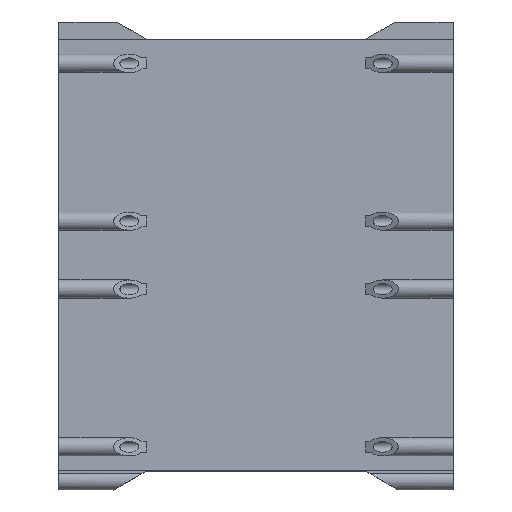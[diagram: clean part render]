
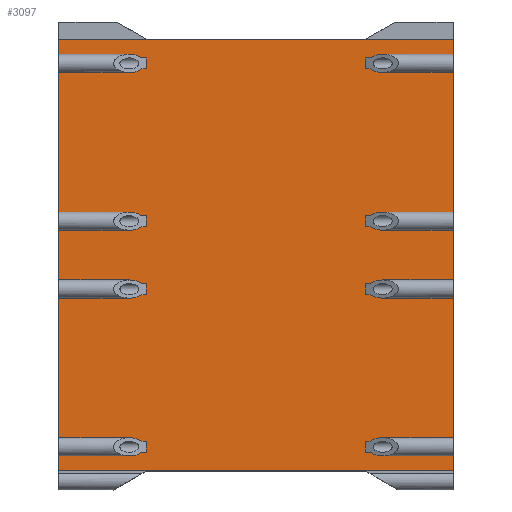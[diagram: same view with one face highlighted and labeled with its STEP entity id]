
A CAD part, top view. The second image highlights one B-rep face of the part: STEP entity #3097.
In plain terms, the highlighted planar face has unit normal (0, 0, 1).
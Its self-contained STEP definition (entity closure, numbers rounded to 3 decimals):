
#171=FACE_OUTER_BOUND('',#342,.T.);
#342=EDGE_LOOP('',(#2249,#2250,#2251,#2252,#2253,#2254,#2255,#2256,#2257,
#2258,#2259,#2260,#2261,#2262,#2263,#2264,#2265,#2266,#2267,#2268,#2269,
#2270,#2271,#2272,#2273,#2274,#2275,#2276,#2277,#2278,#2279,#2280,#2281,
#2282,#2283,#2284));
#581=LINE('',#4513,#942);
#622=LINE('',#4607,#983);
#625=LINE('',#4620,#986);
#628=LINE('',#4633,#989);
#631=LINE('',#4646,#992);
#635=LINE('',#4662,#996);
#638=LINE('',#4675,#999);
#641=LINE('',#4688,#1002);
#644=LINE('',#4701,#1005);
#645=LINE('',#4708,#1006);
#646=LINE('',#4709,#1007);
#647=LINE('',#4711,#1008);
#648=LINE('',#4712,#1009);
#649=LINE('',#4714,#1010);
#650=LINE('',#4716,#1011);
#651=LINE('',#4717,#1012);
#652=LINE('',#4719,#1013);
#653=LINE('',#4721,#1014);
#654=LINE('',#4722,#1015);
#655=LINE('',#4724,#1016);
#656=LINE('',#4726,#1017);
#657=LINE('',#4727,#1018);
#658=LINE('',#4729,#1019);
#659=LINE('',#4731,#1020);
#660=LINE('',#4733,#1021);
#661=LINE('',#4735,#1022);
#662=LINE('',#4736,#1023);
#663=LINE('',#4738,#1024);
#664=LINE('',#4740,#1025);
#665=LINE('',#4741,#1026);
#666=LINE('',#4743,#1027);
#667=LINE('',#4745,#1028);
#668=LINE('',#4746,#1029);
#669=LINE('',#4748,#1030);
#670=LINE('',#4750,#1031);
#671=LINE('',#4751,#1032);
#942=VECTOR('',#3611,10.);
#983=VECTOR('',#3710,10.);
#986=VECTOR('',#3721,10.);
#989=VECTOR('',#3732,10.);
#992=VECTOR('',#3743,10.);
#996=VECTOR('',#3757,10.);
#999=VECTOR('',#3768,10.);
#1002=VECTOR('',#3779,10.);
#1005=VECTOR('',#3790,10.);
#1006=VECTOR('',#3797,10.);
#1007=VECTOR('',#3798,10.);
#1008=VECTOR('',#3799,10.);
#1009=VECTOR('',#3800,10.);
#1010=VECTOR('',#3801,10.);
#1011=VECTOR('',#3802,10.);
#1012=VECTOR('',#3803,10.);
#1013=VECTOR('',#3804,10.);
#1014=VECTOR('',#3805,10.);
#1015=VECTOR('',#3806,10.);
#1016=VECTOR('',#3807,10.);
#1017=VECTOR('',#3808,10.);
#1018=VECTOR('',#3809,10.);
#1019=VECTOR('',#3810,10.);
#1020=VECTOR('',#3811,10.);
#1021=VECTOR('',#3812,10.);
#1022=VECTOR('',#3813,10.);
#1023=VECTOR('',#3814,10.);
#1024=VECTOR('',#3815,10.);
#1025=VECTOR('',#3816,10.);
#1026=VECTOR('',#3817,10.);
#1027=VECTOR('',#3818,10.);
#1028=VECTOR('',#3819,10.);
#1029=VECTOR('',#3820,10.);
#1030=VECTOR('',#3821,10.);
#1031=VECTOR('',#3822,10.);
#1032=VECTOR('',#3823,10.);
#1308=VERTEX_POINT('',#4510);
#1309=VERTEX_POINT('',#4512);
#1331=VERTEX_POINT('',#4603);
#1333=VERTEX_POINT('',#4606);
#1337=VERTEX_POINT('',#4616);
#1339=VERTEX_POINT('',#4619);
#1343=VERTEX_POINT('',#4629);
#1345=VERTEX_POINT('',#4632);
#1349=VERTEX_POINT('',#4642);
#1351=VERTEX_POINT('',#4645);
#1356=VERTEX_POINT('',#4656);
#1358=VERTEX_POINT('',#4660);
#1362=VERTEX_POINT('',#4669);
#1364=VERTEX_POINT('',#4673);
#1368=VERTEX_POINT('',#4682);
#1370=VERTEX_POINT('',#4686);
#1374=VERTEX_POINT('',#4695);
#1376=VERTEX_POINT('',#4699);
#1379=VERTEX_POINT('',#4707);
#1380=VERTEX_POINT('',#4710);
#1381=VERTEX_POINT('',#4713);
#1382=VERTEX_POINT('',#4715);
#1383=VERTEX_POINT('',#4718);
#1384=VERTEX_POINT('',#4720);
#1385=VERTEX_POINT('',#4723);
#1386=VERTEX_POINT('',#4725);
#1387=VERTEX_POINT('',#4728);
#1388=VERTEX_POINT('',#4730);
#1389=VERTEX_POINT('',#4732);
#1390=VERTEX_POINT('',#4734);
#1391=VERTEX_POINT('',#4737);
#1392=VERTEX_POINT('',#4739);
#1393=VERTEX_POINT('',#4742);
#1394=VERTEX_POINT('',#4744);
#1395=VERTEX_POINT('',#4747);
#1396=VERTEX_POINT('',#4749);
#1626=EDGE_CURVE('',#1308,#1309,#581,.T.);
#1673=EDGE_CURVE('',#1333,#1331,#622,.T.);
#1679=EDGE_CURVE('',#1339,#1337,#625,.T.);
#1685=EDGE_CURVE('',#1345,#1343,#628,.T.);
#1691=EDGE_CURVE('',#1351,#1349,#631,.T.);
#1699=EDGE_CURVE('',#1358,#1356,#635,.T.);
#1705=EDGE_CURVE('',#1364,#1362,#638,.T.);
#1711=EDGE_CURVE('',#1370,#1368,#641,.T.);
#1717=EDGE_CURVE('',#1376,#1374,#644,.T.);
#1720=EDGE_CURVE('',#1349,#1379,#645,.T.);
#1721=EDGE_CURVE('',#1309,#1379,#646,.T.);
#1722=EDGE_CURVE('',#1380,#1308,#647,.T.);
#1723=EDGE_CURVE('',#1380,#1374,#648,.T.);
#1724=EDGE_CURVE('',#1381,#1376,#649,.T.);
#1725=EDGE_CURVE('',#1382,#1381,#650,.T.);
#1726=EDGE_CURVE('',#1382,#1368,#651,.T.);
#1727=EDGE_CURVE('',#1383,#1370,#652,.T.);
#1728=EDGE_CURVE('',#1384,#1383,#653,.T.);
#1729=EDGE_CURVE('',#1384,#1362,#654,.T.);
#1730=EDGE_CURVE('',#1385,#1364,#655,.T.);
#1731=EDGE_CURVE('',#1386,#1385,#656,.T.);
#1732=EDGE_CURVE('',#1386,#1356,#657,.T.);
#1733=EDGE_CURVE('',#1387,#1358,#658,.T.);
#1734=EDGE_CURVE('',#1388,#1387,#659,.T.);
#1735=EDGE_CURVE('',#1388,#1389,#660,.T.);
#1736=EDGE_CURVE('',#1390,#1389,#661,.T.);
#1737=EDGE_CURVE('',#1333,#1390,#662,.T.);
#1738=EDGE_CURVE('',#1331,#1391,#663,.T.);
#1739=EDGE_CURVE('',#1392,#1391,#664,.T.);
#1740=EDGE_CURVE('',#1339,#1392,#665,.T.);
#1741=EDGE_CURVE('',#1337,#1393,#666,.T.);
#1742=EDGE_CURVE('',#1394,#1393,#667,.T.);
#1743=EDGE_CURVE('',#1345,#1394,#668,.T.);
#1744=EDGE_CURVE('',#1343,#1395,#669,.T.);
#1745=EDGE_CURVE('',#1396,#1395,#670,.T.);
#1746=EDGE_CURVE('',#1351,#1396,#671,.T.);
#2249=ORIENTED_EDGE('',*,*,#1720,.T.);
#2250=ORIENTED_EDGE('',*,*,#1721,.F.);
#2251=ORIENTED_EDGE('',*,*,#1626,.F.);
#2252=ORIENTED_EDGE('',*,*,#1722,.F.);
#2253=ORIENTED_EDGE('',*,*,#1723,.T.);
#2254=ORIENTED_EDGE('',*,*,#1717,.F.);
#2255=ORIENTED_EDGE('',*,*,#1724,.F.);
#2256=ORIENTED_EDGE('',*,*,#1725,.F.);
#2257=ORIENTED_EDGE('',*,*,#1726,.T.);
#2258=ORIENTED_EDGE('',*,*,#1711,.F.);
#2259=ORIENTED_EDGE('',*,*,#1727,.F.);
#2260=ORIENTED_EDGE('',*,*,#1728,.F.);
#2261=ORIENTED_EDGE('',*,*,#1729,.T.);
#2262=ORIENTED_EDGE('',*,*,#1705,.F.);
#2263=ORIENTED_EDGE('',*,*,#1730,.F.);
#2264=ORIENTED_EDGE('',*,*,#1731,.F.);
#2265=ORIENTED_EDGE('',*,*,#1732,.T.);
#2266=ORIENTED_EDGE('',*,*,#1699,.F.);
#2267=ORIENTED_EDGE('',*,*,#1733,.F.);
#2268=ORIENTED_EDGE('',*,*,#1734,.F.);
#2269=ORIENTED_EDGE('',*,*,#1735,.T.);
#2270=ORIENTED_EDGE('',*,*,#1736,.F.);
#2271=ORIENTED_EDGE('',*,*,#1737,.F.);
#2272=ORIENTED_EDGE('',*,*,#1673,.T.);
#2273=ORIENTED_EDGE('',*,*,#1738,.T.);
#2274=ORIENTED_EDGE('',*,*,#1739,.F.);
#2275=ORIENTED_EDGE('',*,*,#1740,.F.);
#2276=ORIENTED_EDGE('',*,*,#1679,.T.);
#2277=ORIENTED_EDGE('',*,*,#1741,.T.);
#2278=ORIENTED_EDGE('',*,*,#1742,.F.);
#2279=ORIENTED_EDGE('',*,*,#1743,.F.);
#2280=ORIENTED_EDGE('',*,*,#1685,.T.);
#2281=ORIENTED_EDGE('',*,*,#1744,.T.);
#2282=ORIENTED_EDGE('',*,*,#1745,.F.);
#2283=ORIENTED_EDGE('',*,*,#1746,.F.);
#2284=ORIENTED_EDGE('',*,*,#1691,.T.);
#2968=PLANE('',#3318);
#3097=ADVANCED_FACE('',(#171),#2968,.T.);
#3318=AXIS2_PLACEMENT_3D('',#4706,#3795,#3796);
#3611=DIRECTION('',(1.,0.,0.));
#3710=DIRECTION('',(0.,1.,0.));
#3721=DIRECTION('',(0.,1.,0.));
#3732=DIRECTION('',(0.,1.,0.));
#3743=DIRECTION('',(0.,1.,0.));
#3757=DIRECTION('',(0.,1.,0.));
#3768=DIRECTION('',(0.,1.,0.));
#3779=DIRECTION('',(0.,1.,0.));
#3790=DIRECTION('',(0.,1.,0.));
#3795=DIRECTION('center_axis',(0.,0.,1.));
#3796=DIRECTION('ref_axis',(0.,-1.,0.));
#3797=DIRECTION('',(1.,0.,0.));
#3798=DIRECTION('',(0.,-1.,0.));
#3799=DIRECTION('',(0.,1.,0.));
#3800=DIRECTION('',(1.,0.,0.));
#3801=DIRECTION('',(1.,0.,0.));
#3802=DIRECTION('',(0.,1.,0.));
#3803=DIRECTION('',(1.,0.,0.));
#3804=DIRECTION('',(1.,0.,0.));
#3805=DIRECTION('',(0.,1.,0.));
#3806=DIRECTION('',(1.,0.,0.));
#3807=DIRECTION('',(1.,0.,0.));
#3808=DIRECTION('',(0.,1.,0.));
#3809=DIRECTION('',(1.,0.,0.));
#3810=DIRECTION('',(1.,0.,0.));
#3811=DIRECTION('',(0.,1.,0.));
#3812=DIRECTION('',(1.,0.,0.));
#3813=DIRECTION('',(0.,-1.,0.));
#3814=DIRECTION('',(1.,0.,0.));
#3815=DIRECTION('',(1.,0.,0.));
#3816=DIRECTION('',(0.,-1.,0.));
#3817=DIRECTION('',(1.,0.,0.));
#3818=DIRECTION('',(1.,0.,0.));
#3819=DIRECTION('',(0.,-1.,0.));
#3820=DIRECTION('',(1.,0.,0.));
#3821=DIRECTION('',(1.,0.,0.));
#3822=DIRECTION('',(0.,-1.,0.));
#3823=DIRECTION('',(1.,0.,0.));
#4510=CARTESIAN_POINT('',(0.,140.,11.));
#4512=CARTESIAN_POINT('',(90.,140.,11.));
#4513=CARTESIAN_POINT('',(0.,140.,11.));
#4603=CARTESIAN_POINT('',(70.,48.25,11.));
#4606=CARTESIAN_POINT('',(70.,45.75,11.));
#4607=CARTESIAN_POINT('',(70.,-23.5,11.));
#4616=CARTESIAN_POINT('',(70.,84.25,11.));
#4619=CARTESIAN_POINT('',(70.,81.75,11.));
#4620=CARTESIAN_POINT('',(70.,-23.5,11.));
#4629=CARTESIAN_POINT('',(70.,99.75,11.));
#4632=CARTESIAN_POINT('',(70.,97.25,11.));
#4633=CARTESIAN_POINT('',(70.,-23.5,11.));
#4642=CARTESIAN_POINT('',(70.,135.75,11.));
#4645=CARTESIAN_POINT('',(70.,133.25,11.));
#4646=CARTESIAN_POINT('',(70.,-23.5,11.));
#4656=CARTESIAN_POINT('',(20.,48.25,11.));
#4660=CARTESIAN_POINT('',(20.,45.75,11.));
#4662=CARTESIAN_POINT('',(20.,-23.5,11.));
#4669=CARTESIAN_POINT('',(20.,84.25,11.));
#4673=CARTESIAN_POINT('',(20.,81.75,11.));
#4675=CARTESIAN_POINT('',(20.,-23.5,11.));
#4682=CARTESIAN_POINT('',(20.,99.75,11.));
#4686=CARTESIAN_POINT('',(20.,97.25,11.));
#4688=CARTESIAN_POINT('',(20.,-23.5,11.));
#4695=CARTESIAN_POINT('',(20.,135.75,11.));
#4699=CARTESIAN_POINT('',(20.,133.25,11.));
#4701=CARTESIAN_POINT('',(20.,-23.5,11.));
#4706=CARTESIAN_POINT('Origin',(0.,140.,11.));
#4707=CARTESIAN_POINT('',(90.,135.75,11.));
#4708=CARTESIAN_POINT('',(0.,135.75,11.));
#4709=CARTESIAN_POINT('',(90.,135.75,11.));
#4710=CARTESIAN_POINT('',(0.,135.75,11.));
#4711=CARTESIAN_POINT('',(0.,135.75,11.));
#4712=CARTESIAN_POINT('',(0.,135.75,11.));
#4713=CARTESIAN_POINT('',(0.,133.25,11.));
#4714=CARTESIAN_POINT('',(0.,133.25,11.));
#4715=CARTESIAN_POINT('',(0.,99.75,11.));
#4716=CARTESIAN_POINT('',(0.,99.75,11.));
#4717=CARTESIAN_POINT('',(0.,99.75,11.));
#4718=CARTESIAN_POINT('',(0.,97.25,11.));
#4719=CARTESIAN_POINT('',(0.,97.25,11.));
#4720=CARTESIAN_POINT('',(0.,84.25,11.));
#4721=CARTESIAN_POINT('',(0.,84.25,11.));
#4722=CARTESIAN_POINT('',(0.,84.25,11.));
#4723=CARTESIAN_POINT('',(0.,81.75,11.));
#4724=CARTESIAN_POINT('',(0.,81.75,11.));
#4725=CARTESIAN_POINT('',(0.,48.25,11.));
#4726=CARTESIAN_POINT('',(0.,48.25,11.));
#4727=CARTESIAN_POINT('',(0.,48.25,11.));
#4728=CARTESIAN_POINT('',(0.,45.75,11.));
#4729=CARTESIAN_POINT('',(0.,45.75,11.));
#4730=CARTESIAN_POINT('',(0.,41.5,11.));
#4731=CARTESIAN_POINT('',(0.,41.5,11.));
#4732=CARTESIAN_POINT('',(90.,41.5,11.));
#4733=CARTESIAN_POINT('',(0.,41.5,11.));
#4734=CARTESIAN_POINT('',(90.,45.75,11.));
#4735=CARTESIAN_POINT('',(90.,41.5,11.));
#4736=CARTESIAN_POINT('',(0.,45.75,11.));
#4737=CARTESIAN_POINT('',(90.,48.25,11.));
#4738=CARTESIAN_POINT('',(0.,48.25,11.));
#4739=CARTESIAN_POINT('',(90.,81.75,11.));
#4740=CARTESIAN_POINT('',(90.,48.25,11.));
#4741=CARTESIAN_POINT('',(0.,81.75,11.));
#4742=CARTESIAN_POINT('',(90.,84.25,11.));
#4743=CARTESIAN_POINT('',(0.,84.25,11.));
#4744=CARTESIAN_POINT('',(90.,97.25,11.));
#4745=CARTESIAN_POINT('',(90.,84.25,11.));
#4746=CARTESIAN_POINT('',(0.,97.25,11.));
#4747=CARTESIAN_POINT('',(90.,99.75,11.));
#4748=CARTESIAN_POINT('',(0.,99.75,11.));
#4749=CARTESIAN_POINT('',(90.,133.25,11.));
#4750=CARTESIAN_POINT('',(90.,99.75,11.));
#4751=CARTESIAN_POINT('',(0.,133.25,11.));
